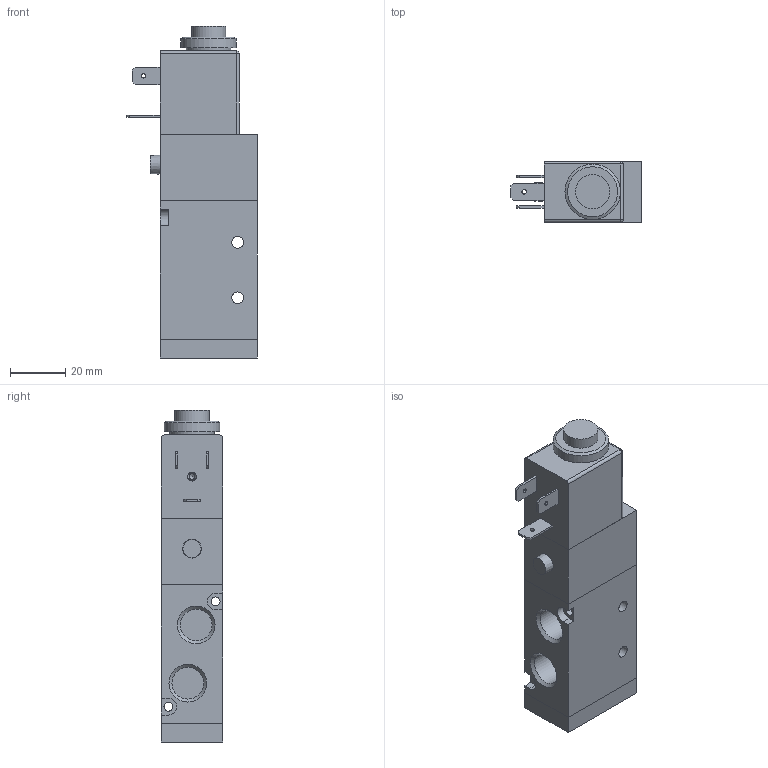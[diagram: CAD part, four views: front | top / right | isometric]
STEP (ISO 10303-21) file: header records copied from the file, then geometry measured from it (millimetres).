
FILE_DESCRIPTION((''),'2;1');
FILE_NAME('8884_52_00_39_F##.stp','2014-03-24T14:47:27',('airolcr1'),(''),'Autodesk Inventor 2013','Autodesk Inventor 2013','');
FILE_SCHEMA(('AUTOMOTIVE_DESIGN { 1 0 10303 214 1 1 1 1 }'));
Length unit declared in the file: millimetre
Products named in the file (3): 8884_52_00_39_F##; 8884_52_00_39_F00; MF_
Assembly tree (2 placements, depth 2):
  8884_52_00_39_F##
    8884_52_00_39_F00
    MF_
Bounding box: 47 x 22 x 119.7 mm (x, y, z)
Volume: 77456.5 mm3; surface area: 20789.7 mm2
Topology: 2 solids, 2 shells, 123 faces, 267 edges, 170 vertices
Faces by surface type: plane 68, cylinder 30, cone 15, torus 8, sphere 2
Full cylindrical faces by diameter (mm): 1.5 x2, 1.6 x1, 2.156 x1, 3.2 x2, 4.25 x2, 7.42 x1, 8 x1, 8.15 x1, 8.566 x2, 8.9 x1, 9.15 x1, 10.2 x1, 11.445 x3, 12.3 x1, 14.2 x1, 16.7 x1, 20 x1
Entity records: 3296 total; most frequent: DIRECTION 557, CARTESIAN_POINT 507, ORIENTED_EDGE 428, AXIS2_PLACEMENT_3D 215, EDGE_CURVE 214, EDGE_LOOP 209, VERTEX_POINT 165, VECTOR 127
